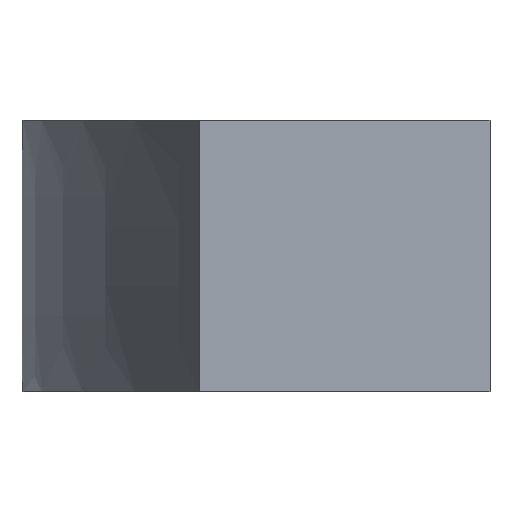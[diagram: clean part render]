
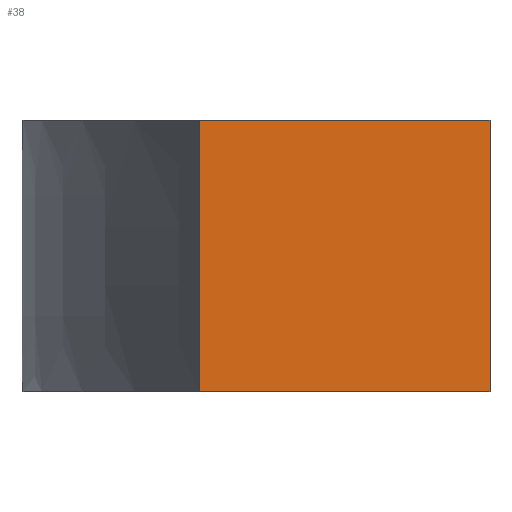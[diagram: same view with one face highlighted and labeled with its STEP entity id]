
A CAD part, front view. The second image highlights one B-rep face of the part: STEP entity #38.
In plain terms, the highlighted planar face has unit normal (0, -1, 0).
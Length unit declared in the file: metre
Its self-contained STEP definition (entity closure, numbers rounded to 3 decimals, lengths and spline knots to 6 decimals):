
#38 = ADVANCED_FACE( '', ( #74 ), #75, .T. );
#74 = FACE_OUTER_BOUND( '', #106, .T. );
#75 = PLANE( '', #107 );
#106 = EDGE_LOOP( '', ( #168, #169, #170, #171 ) );
#107 = AXIS2_PLACEMENT_3D( '', #172, #173, #174 );
#168 = ORIENTED_EDGE( '', *, *, #243, .F. );
#169 = ORIENTED_EDGE( '', *, *, #241, .F. );
#170 = ORIENTED_EDGE( '', *, *, #230, .T. );
#171 = ORIENTED_EDGE( '', *, *, #244, .T. );
#172 = CARTESIAN_POINT( '', ( -0.069101, -0.025386, -0.0155 ) );
#173 = DIRECTION( '', ( 0., -1., 0. ) );
#174 = DIRECTION( '', ( 0., 0., -1. ) );
#230 = EDGE_CURVE( '', #259, #257, #260, .T. );
#241 = EDGE_CURVE( '', #259, #274, #277, .T. );
#243 = EDGE_CURVE( '', #274, #279, #280, .T. );
#244 = EDGE_CURVE( '', #257, #279, #281, .T. );
#257 = VERTEX_POINT( '', #314 );
#259 = VERTEX_POINT( '', #317 );
#260 = LINE( '', #318, #319 );
#274 = VERTEX_POINT( '', #358 );
#277 = LINE( '', #382, #383 );
#279 = VERTEX_POINT( '', #385 );
#280 = LINE( '', #386, #387 );
#281 = LINE( '', #388, #389 );
#314 = CARTESIAN_POINT( '', ( -0.066422, -0.025386, -0.0155 ) );
#317 = CARTESIAN_POINT( '', ( -0.071781, -0.025386, -0.0155 ) );
#318 = CARTESIAN_POINT( '', ( -0.069101, -0.025386, -0.0155 ) );
#319 = VECTOR( '', #422, 1. );
#358 = CARTESIAN_POINT( '', ( -0.071781, -0.025386, -0.0105 ) );
#382 = CARTESIAN_POINT( '', ( -0.071781, -0.025386, -0.0155 ) );
#383 = VECTOR( '', #429, 1. );
#385 = CARTESIAN_POINT( '', ( -0.066422, -0.025386, -0.0105 ) );
#386 = CARTESIAN_POINT( '', ( -0.069101, -0.025386, -0.0105 ) );
#387 = VECTOR( '', #430, 1. );
#388 = CARTESIAN_POINT( '', ( -0.066422, -0.025386, -0.0155 ) );
#389 = VECTOR( '', #431, 1. );
#422 = DIRECTION( '', ( 1., 0., 0. ) );
#429 = DIRECTION( '', ( 0., 0., 1. ) );
#430 = DIRECTION( '', ( 1., 0., 0. ) );
#431 = DIRECTION( '', ( 0., 0., 1. ) );
